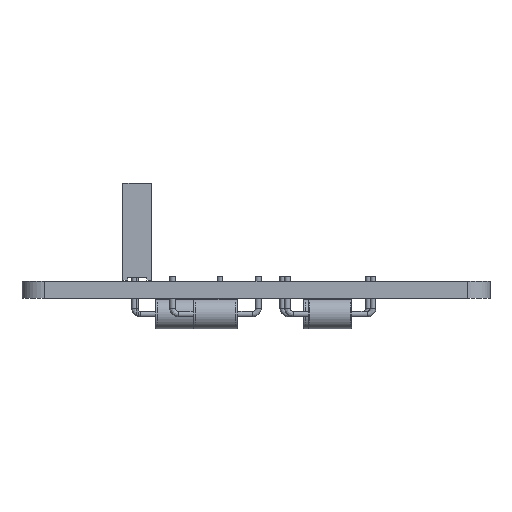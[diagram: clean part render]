
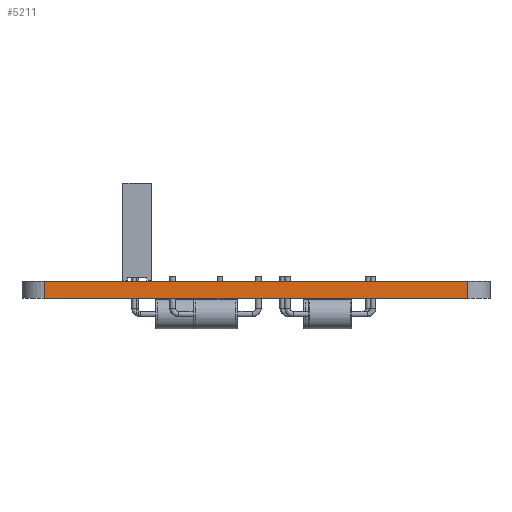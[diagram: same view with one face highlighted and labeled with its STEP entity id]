
A CAD part, left-side view. The second image highlights one B-rep face of the part: STEP entity #5211.
In plain terms, the highlighted planar face has unit normal (-1, 0, 0).
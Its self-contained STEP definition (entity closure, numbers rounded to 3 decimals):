
#3958 = VERTEX_POINT('',#3959);
#3959 = CARTESIAN_POINT('',(43.15,-18.8,0.));
#3966 = EDGE_CURVE('',#3967,#3958,#3969,.T.);
#3967 = VERTEX_POINT('',#3968);
#3968 = CARTESIAN_POINT('',(43.15,-55.8,0.));
#3969 = LINE('',#3970,#3971);
#3970 = CARTESIAN_POINT('',(43.15,-55.8,0.));
#3971 = VECTOR('',#3972,1.);
#3972 = DIRECTION('',(0.,1.,0.));
#4571 = VERTEX_POINT('',#4572);
#4572 = CARTESIAN_POINT('',(43.15,-18.8,1.51));
#4579 = EDGE_CURVE('',#4580,#4571,#4582,.T.);
#4580 = VERTEX_POINT('',#4581);
#4581 = CARTESIAN_POINT('',(43.15,-55.8,1.51));
#4582 = LINE('',#4583,#4584);
#4583 = CARTESIAN_POINT('',(43.15,-55.8,1.51));
#4584 = VECTOR('',#4585,1.);
#4585 = DIRECTION('',(0.,1.,0.));
#5181 = EDGE_CURVE('',#3958,#4571,#5182,.T.);
#5182 = LINE('',#5183,#5184);
#5183 = CARTESIAN_POINT('',(43.15,-18.8,0.));
#5184 = VECTOR('',#5185,1.);
#5185 = DIRECTION('',(0.,0.,1.));
#5211 = ADVANCED_FACE('',(#5212),#5223,.T.);
#5212 = FACE_BOUND('',#5213,.T.);
#5213 = EDGE_LOOP('',(#5214,#5220,#5221,#5222));
#5214 = ORIENTED_EDGE('',*,*,#5215,.T.);
#5215 = EDGE_CURVE('',#3967,#4580,#5216,.T.);
#5216 = LINE('',#5217,#5218);
#5217 = CARTESIAN_POINT('',(43.15,-55.8,0.));
#5218 = VECTOR('',#5219,1.);
#5219 = DIRECTION('',(0.,0.,1.));
#5220 = ORIENTED_EDGE('',*,*,#4579,.T.);
#5221 = ORIENTED_EDGE('',*,*,#5181,.F.);
#5222 = ORIENTED_EDGE('',*,*,#3966,.F.);
#5223 = PLANE('',#5224);
#5224 = AXIS2_PLACEMENT_3D('',#5225,#5226,#5227);
#5225 = CARTESIAN_POINT('',(43.15,-55.8,0.));
#5226 = DIRECTION('',(-1.,0.,0.));
#5227 = DIRECTION('',(0.,1.,0.));
